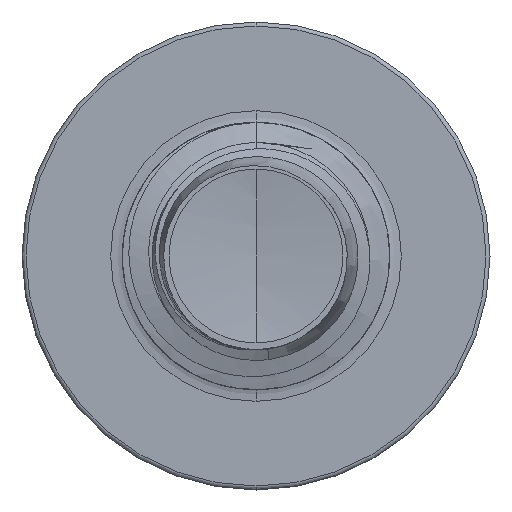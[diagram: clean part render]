
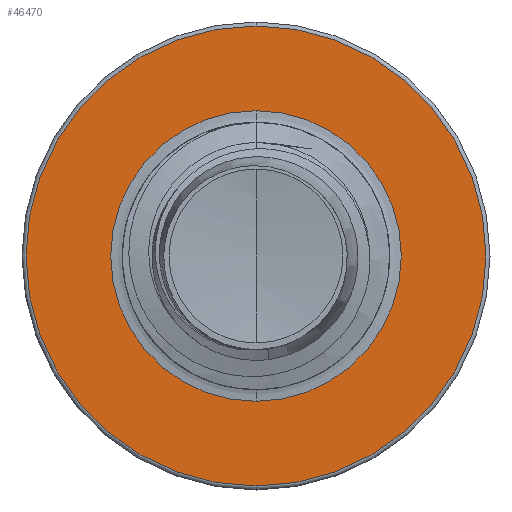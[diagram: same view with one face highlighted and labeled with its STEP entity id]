
A CAD part, front view. The second image highlights one B-rep face of the part: STEP entity #46470.
In plain terms, the highlighted planar face has unit normal (0, -1, 0).
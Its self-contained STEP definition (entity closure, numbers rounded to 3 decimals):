
#1517 = CARTESIAN_POINT ( 'NONE',  ( 0., 27.5, -2.174 ) ) ;
#2363 = DIRECTION ( 'NONE',  ( 0., 0., 1. ) ) ;
#4435 = CARTESIAN_POINT ( 'NONE',  ( 0., 27.5, -3.44 ) ) ;
#5788 = CARTESIAN_POINT ( 'NONE',  ( 0., 27.5, -2.174 ) ) ;
#6864 = DIRECTION ( 'NONE',  ( 0., 1., 0. ) ) ;
#8247 = AXIS2_PLACEMENT_3D ( 'NONE', #51449, #24082, #55765 ) ;
#10770 = CARTESIAN_POINT ( 'NONE',  ( 0., 27.5, 0. ) ) ;
#11190 = AXIS2_PLACEMENT_3D ( 'NONE', #35759, #6864, #40423 ) ;
#14435 = ORIENTED_EDGE ( 'NONE', *, *, #60551, .T. ) ;
#14862 = ORIENTED_EDGE ( 'NONE', *, *, #46305, .T. ) ;
#15692 = DIRECTION ( 'NONE',  ( 0., 0., 1. ) ) ;
#17012 = VERTEX_POINT ( 'NONE', #4435 ) ;
#20524 = DIRECTION ( 'NONE',  ( 0., 1., 0. ) ) ;
#20972 = EDGE_LOOP ( 'NONE', ( #46905, #53680 ) ) ;
#22701 = VERTEX_POINT ( 'NONE', #1517 ) ;
#24082 = DIRECTION ( 'NONE',  ( 0., 1., 0. ) ) ;
#25184 = CIRCLE ( 'NONE', #11190, 3.44 ) ;
#26523 = CIRCLE ( 'NONE', #47455, 2.174 ) ;
#30478 = VERTEX_POINT ( 'NONE', #42076 ) ;
#31433 = DIRECTION ( 'NONE',  ( 0., 1., 0. ) ) ;
#34908 = AXIS2_PLACEMENT_3D ( 'NONE', #10770, #43918, #15692 ) ;
#34946 = CIRCLE ( 'NONE', #8247, 3.44 ) ;
#35759 = CARTESIAN_POINT ( 'NONE',  ( 0., 27.5, 0. ) ) ;
#39449 = PLANE ( 'NONE',  #44095 ) ;
#40423 = DIRECTION ( 'NONE',  ( 0., 0., 1. ) ) ;
#40574 = CARTESIAN_POINT ( 'NONE',  ( 0., 27.5, 3.44 ) ) ;
#40683 = FACE_OUTER_BOUND ( 'NONE', #20972, .T. ) ;
#40719 = EDGE_CURVE ( 'NONE', #45566, #17012, #34946, .T. ) ;
#42076 = CARTESIAN_POINT ( 'NONE',  ( 0., 27.5, 2.174 ) ) ;
#43918 = DIRECTION ( 'NONE',  ( 0., 1., 0. ) ) ;
#44095 = AXIS2_PLACEMENT_3D ( 'NONE', #5788, #20524, #52533 ) ;
#45566 = VERTEX_POINT ( 'NONE', #40574 ) ;
#46305 = EDGE_CURVE ( 'NONE', #30478, #22701, #50955, .T. ) ;
#46470 = ADVANCED_FACE ( 'NONE', ( #40683, #52234 ), #39449, .F. ) ;
#46905 = ORIENTED_EDGE ( 'NONE', *, *, #40719, .F. ) ;
#47455 = AXIS2_PLACEMENT_3D ( 'NONE', #58275, #31433, #2363 ) ;
#48010 = EDGE_LOOP ( 'NONE', ( #14862, #14435 ) ) ;
#48089 = EDGE_CURVE ( 'NONE', #17012, #45566, #25184, .T. ) ;
#50955 = CIRCLE ( 'NONE', #34908, 2.174 ) ;
#51449 = CARTESIAN_POINT ( 'NONE',  ( 0., 27.5, 0. ) ) ;
#52234 = FACE_BOUND ( 'NONE', #48010, .T. ) ;
#52533 = DIRECTION ( 'NONE',  ( 0., 0., 1. ) ) ;
#53680 = ORIENTED_EDGE ( 'NONE', *, *, #48089, .F. ) ;
#55765 = DIRECTION ( 'NONE',  ( 0., 0., 1. ) ) ;
#58275 = CARTESIAN_POINT ( 'NONE',  ( 0., 27.5, 0. ) ) ;
#60551 = EDGE_CURVE ( 'NONE', #22701, #30478, #26523, .T. ) ;
